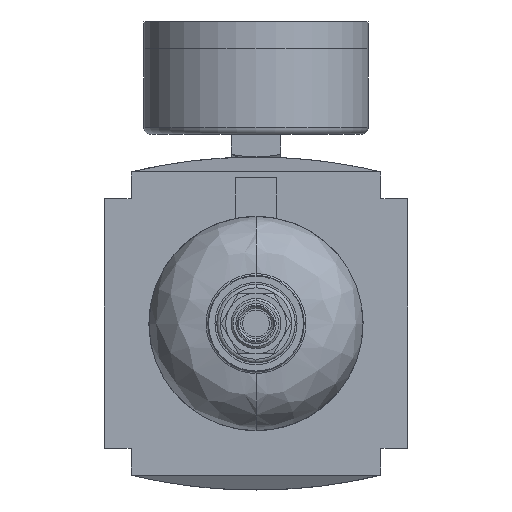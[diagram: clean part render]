
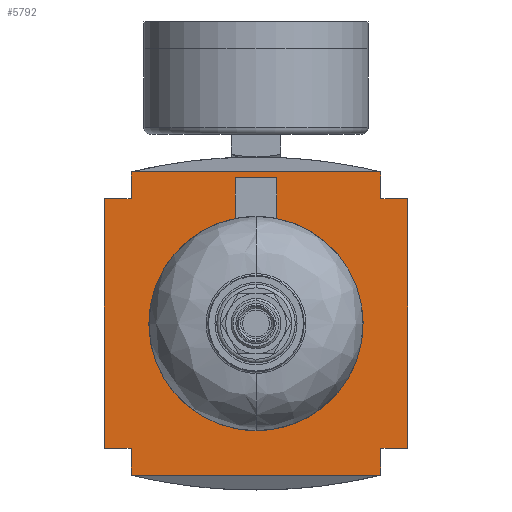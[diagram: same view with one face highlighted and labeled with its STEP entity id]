
A CAD part, front view. The second image highlights one B-rep face of the part: STEP entity #5792.
In plain terms, the highlighted planar face has unit normal (0, -1, 0).
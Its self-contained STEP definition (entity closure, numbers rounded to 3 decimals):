
#129 = CARTESIAN_POINT ( 'NONE',  ( 0., -51., -42.5 ) ) ;
#576 = CARTESIAN_POINT ( 'NONE',  ( 42.5, -51., 35. ) ) ;
#1197 = VECTOR ( 'NONE', #27053, 1000. ) ;
#1609 = ORIENTED_EDGE ( 'NONE', *, *, #25571, .F. ) ;
#1792 = DIRECTION ( 'NONE',  ( 0., 0., 1. ) ) ;
#2194 = VECTOR ( 'NONE', #14373, 1000. ) ;
#2308 = ORIENTED_EDGE ( 'NONE', *, *, #6319, .F. ) ;
#2463 = VERTEX_POINT ( 'NONE', #9816 ) ;
#2627 = VECTOR ( 'NONE', #16273, 1000. ) ;
#2757 = DIRECTION ( 'NONE',  ( 0., 0., -1. ) ) ;
#4272 = VECTOR ( 'NONE', #7306, 1000. ) ;
#4305 = ORIENTED_EDGE ( 'NONE', *, *, #28529, .F. ) ;
#4593 = VERTEX_POINT ( 'NONE', #24679 ) ;
#5672 = CARTESIAN_POINT ( 'NONE',  ( 0., -51., 42.5 ) ) ;
#5792 = ADVANCED_FACE ( 'NONE', ( #20302 ), #11672, .F. ) ;
#5926 = VECTOR ( 'NONE', #9915, 1000. ) ;
#6007 = ORIENTED_EDGE ( 'NONE', *, *, #27459, .F. ) ;
#6319 = EDGE_CURVE ( 'NONE', #26149, #20215, #9521, .T. ) ;
#6550 = CARTESIAN_POINT ( 'NONE',  ( -35., -51., 35. ) ) ;
#6951 = EDGE_CURVE ( 'NONE', #21613, #20215, #26378, .T. ) ;
#7306 = DIRECTION ( 'NONE',  ( -1., 0., 0. ) ) ;
#7510 = DIRECTION ( 'NONE',  ( 0., 0., -1. ) ) ;
#7567 = CARTESIAN_POINT ( 'NONE',  ( 42.5, -51., 35. ) ) ;
#7628 = ORIENTED_EDGE ( 'NONE', *, *, #6951, .T. ) ;
#7927 = VECTOR ( 'NONE', #11522, 1000. ) ;
#8470 = EDGE_LOOP ( 'NONE', ( #4305, #1609, #10784, #9061, #28525, #20641, #6007, #23878, #7628, #2308, #28294, #12205 ) ) ;
#8697 = EDGE_CURVE ( 'NONE', #11097, #21613, #14376, .T. ) ;
#8805 = LINE ( 'NONE', #16334, #24685 ) ;
#8984 = DIRECTION ( 'NONE',  ( 1., 0., 0. ) ) ;
#9061 = ORIENTED_EDGE ( 'NONE', *, *, #26730, .T. ) ;
#9256 = EDGE_CURVE ( 'NONE', #22961, #25528, #8805, .T. ) ;
#9417 = CARTESIAN_POINT ( 'NONE',  ( -35., -51., -42.5 ) ) ;
#9521 = LINE ( 'NONE', #18139, #1197 ) ;
#9816 = CARTESIAN_POINT ( 'NONE',  ( -35., -51., 42.5 ) ) ;
#9915 = DIRECTION ( 'NONE',  ( 0., 0., -1. ) ) ;
#10173 = LINE ( 'NONE', #11765, #4272 ) ;
#10784 = ORIENTED_EDGE ( 'NONE', *, *, #9256, .F. ) ;
#10920 = DIRECTION ( 'NONE',  ( 0., 0., 1. ) ) ;
#11097 = VERTEX_POINT ( 'NONE', #6550 ) ;
#11522 = DIRECTION ( 'NONE',  ( 0., 0., 1. ) ) ;
#11594 = CARTESIAN_POINT ( 'NONE',  ( 0., -51., 103.36 ) ) ;
#11632 = AXIS2_PLACEMENT_3D ( 'NONE', #11594, #27079, #10920 ) ;
#11672 = PLANE ( 'NONE',  #11632 ) ;
#11765 = CARTESIAN_POINT ( 'NONE',  ( 42.5, -51., -35. ) ) ;
#11799 = CARTESIAN_POINT ( 'NONE',  ( -42.5, -51., -35. ) ) ;
#11811 = CARTESIAN_POINT ( 'NONE',  ( -35., -51., -35. ) ) ;
#12084 = LINE ( 'NONE', #26736, #14162 ) ;
#12123 = CARTESIAN_POINT ( 'NONE',  ( -35., -51., -42.5 ) ) ;
#12205 = ORIENTED_EDGE ( 'NONE', *, *, #19283, .T. ) ;
#12415 = DIRECTION ( 'NONE',  ( 0., 0., -1. ) ) ;
#14105 = LINE ( 'NONE', #12123, #26224 ) ;
#14162 = VECTOR ( 'NONE', #2757, 1000. ) ;
#14373 = DIRECTION ( 'NONE',  ( -1., 0., 0. ) ) ;
#14376 = LINE ( 'NONE', #576, #2627 ) ;
#15426 = VERTEX_POINT ( 'NONE', #21240 ) ;
#16223 = DIRECTION ( 'NONE',  ( -1., 0., 0. ) ) ;
#16273 = DIRECTION ( 'NONE',  ( -1., 0., 0. ) ) ;
#16334 = CARTESIAN_POINT ( 'NONE',  ( 42.5, -51., 35. ) ) ;
#17301 = LINE ( 'NONE', #27143, #26295 ) ;
#17367 = EDGE_CURVE ( 'NONE', #26921, #2463, #27799, .T. ) ;
#17368 = LINE ( 'NONE', #129, #18728 ) ;
#18139 = CARTESIAN_POINT ( 'NONE',  ( 42.5, -51., -35. ) ) ;
#18728 = VECTOR ( 'NONE', #8984, 1000. ) ;
#19283 = EDGE_CURVE ( 'NONE', #26294, #15426, #17368, .T. ) ;
#20215 = VERTEX_POINT ( 'NONE', #11799 ) ;
#20259 = EDGE_CURVE ( 'NONE', #26294, #26149, #25241, .T. ) ;
#20302 = FACE_OUTER_BOUND ( 'NONE', #8470, .T. ) ;
#20641 = ORIENTED_EDGE ( 'NONE', *, *, #17367, .T. ) ;
#21240 = CARTESIAN_POINT ( 'NONE',  ( 35., -51., -42.5 ) ) ;
#21335 = CARTESIAN_POINT ( 'NONE',  ( 35., -51., -35. ) ) ;
#21613 = VERTEX_POINT ( 'NONE', #24651 ) ;
#22502 = VERTEX_POINT ( 'NONE', #21335 ) ;
#22961 = VERTEX_POINT ( 'NONE', #7567 ) ;
#23125 = CARTESIAN_POINT ( 'NONE',  ( -35., -51., -42.5 ) ) ;
#23161 = CARTESIAN_POINT ( 'NONE',  ( 35., -51., 42.5 ) ) ;
#23333 = CARTESIAN_POINT ( 'NONE',  ( -42.5, -51., 35. ) ) ;
#23878 = ORIENTED_EDGE ( 'NONE', *, *, #8697, .T. ) ;
#24443 = CARTESIAN_POINT ( 'NONE',  ( 42.5, -51., -35. ) ) ;
#24651 = CARTESIAN_POINT ( 'NONE',  ( -42.5, -51., 35. ) ) ;
#24679 = CARTESIAN_POINT ( 'NONE',  ( 35., -51., 35. ) ) ;
#24685 = VECTOR ( 'NONE', #7510, 1000. ) ;
#25241 = LINE ( 'NONE', #9417, #7927 ) ;
#25528 = VERTEX_POINT ( 'NONE', #24443 ) ;
#25571 = EDGE_CURVE ( 'NONE', #25528, #22502, #10173, .T. ) ;
#26149 = VERTEX_POINT ( 'NONE', #11811 ) ;
#26224 = VECTOR ( 'NONE', #1792, 1000. ) ;
#26294 = VERTEX_POINT ( 'NONE', #23125 ) ;
#26295 = VECTOR ( 'NONE', #16223, 1000. ) ;
#26378 = LINE ( 'NONE', #23333, #5926 ) ;
#26593 = VECTOR ( 'NONE', #12415, 1000. ) ;
#26730 = EDGE_CURVE ( 'NONE', #22961, #4593, #17301, .T. ) ;
#26736 = CARTESIAN_POINT ( 'NONE',  ( 35., -51., 42.5 ) ) ;
#26921 = VERTEX_POINT ( 'NONE', #23161 ) ;
#27053 = DIRECTION ( 'NONE',  ( -1., 0., 0. ) ) ;
#27079 = DIRECTION ( 'NONE',  ( 0., 1., 0. ) ) ;
#27098 = EDGE_CURVE ( 'NONE', #26921, #4593, #27287, .T. ) ;
#27143 = CARTESIAN_POINT ( 'NONE',  ( 42.5, -51., 35. ) ) ;
#27287 = LINE ( 'NONE', #28201, #26593 ) ;
#27459 = EDGE_CURVE ( 'NONE', #11097, #2463, #14105, .T. ) ;
#27799 = LINE ( 'NONE', #5672, #2194 ) ;
#28201 = CARTESIAN_POINT ( 'NONE',  ( 35., -51., 42.5 ) ) ;
#28294 = ORIENTED_EDGE ( 'NONE', *, *, #20259, .F. ) ;
#28525 = ORIENTED_EDGE ( 'NONE', *, *, #27098, .F. ) ;
#28529 = EDGE_CURVE ( 'NONE', #22502, #15426, #12084, .T. ) ;
